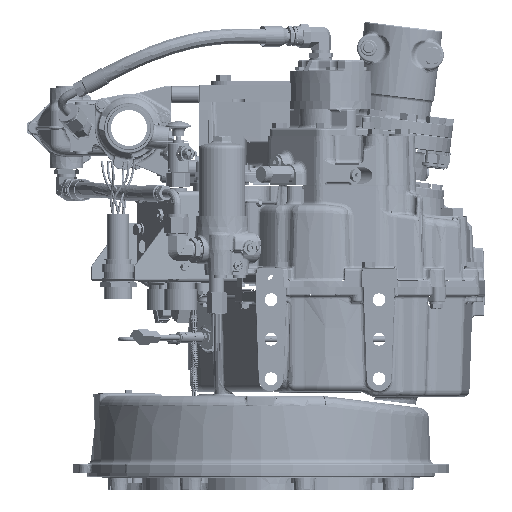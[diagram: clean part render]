
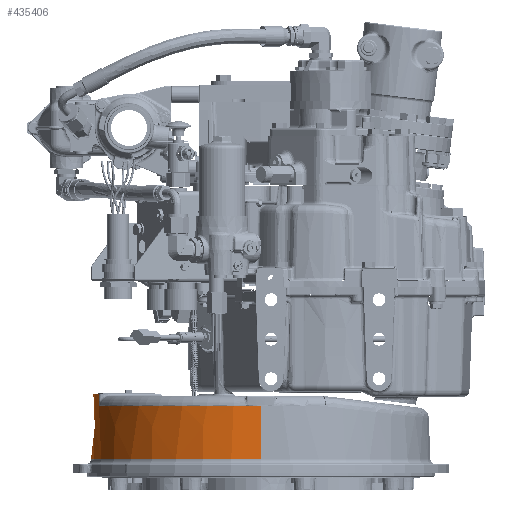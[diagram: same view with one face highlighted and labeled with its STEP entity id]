
A CAD part, left-side view. The second image highlights one B-rep face of the part: STEP entity #435406.
In plain terms, the highlighted conical face has half-angle 2 degrees and reference radius 245.726 mm.
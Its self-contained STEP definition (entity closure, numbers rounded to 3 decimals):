
#13140 = ORIENTED_EDGE ( 'NONE', *, *, #27121, .T. ) ;
#13142 = ORIENTED_EDGE ( 'NONE', *, *, #27118, .T. ) ;
#13144 = ORIENTED_EDGE ( 'NONE', *, *, #27106, .F. ) ;
#13149 = ORIENTED_EDGE ( 'NONE', *, *, #27126, .F. ) ;
#13154 = ORIENTED_EDGE ( 'NONE', *, *, #27109, .T. ) ;
#13160 = ORIENTED_EDGE ( 'NONE', *, *, #27114, .T. ) ;
#13166 = ORIENTED_EDGE ( 'NONE', *, *, #27129, .F. ) ;
#13170 = ORIENTED_EDGE ( 'NONE', *, *, #27132, .T. ) ;
#27106 = EDGE_CURVE ( 'NONE', #70124, #70113, #433390, .T. ) ;
#27109 = EDGE_CURVE ( 'NONE', #70137, #70148, #433395, .T. ) ;
#27114 = EDGE_CURVE ( 'NONE', #70148, #70161, #182060, .T. ) ;
#27118 = EDGE_CURVE ( 'NONE', #70101, #70113, #433367, .T. ) ;
#27121 = EDGE_CURVE ( 'NONE', #70096, #70101, #433402, .T. ) ;
#27126 = EDGE_CURVE ( 'NONE', #70137, #70124, #433392, .T. ) ;
#27129 = EDGE_CURVE ( 'NONE', #70173, #70161, #433409, .T. ) ;
#27132 = EDGE_CURVE ( 'NONE', #70173, #70096, #182073, .T. ) ;
#61147 = EDGE_LOOP ( 'NONE', ( #13140, #13142, #13144, #13149, #13154, #13160, #13166, #13170 ) ) ;
#70096 = VERTEX_POINT ( 'NONE', #604540 ) ;
#70101 = VERTEX_POINT ( 'NONE', #604544 ) ;
#70113 = VERTEX_POINT ( 'NONE', #604552 ) ;
#70124 = VERTEX_POINT ( 'NONE', #604560 ) ;
#70137 = VERTEX_POINT ( 'NONE', #604570 ) ;
#70148 = VERTEX_POINT ( 'NONE', #604578 ) ;
#70161 = VERTEX_POINT ( 'NONE', #604587 ) ;
#70173 = VERTEX_POINT ( 'NONE', #604596 ) ;
#182060 = B_SPLINE_CURVE_WITH_KNOTS ( 'NONE', 3,
 ( #467590, #467657, #467660, #467664, #467668, #467672, #467675 ),
 .UNSPECIFIED., .F., .F.,
 ( 4, 3, 4 ),
 ( 0., 0.005, 0.018 ),
 .UNSPECIFIED. ) ;
#182073 = B_SPLINE_CURVE_WITH_KNOTS ( 'NONE', 3,
 ( #467649, #467734, #467738, #467742, #467746, #467750, #467754 ),
 .UNSPECIFIED., .F., .F.,
 ( 4, 3, 4 ),
 ( 0.001, 0.005, 0.019 ),
 .UNSPECIFIED. ) ;
#245455 = AXIS2_PLACEMENT_3D ( 'NONE', #300033, #299900, #299907 ) ;
#299900 = DIRECTION ( 'NONE',  ( 0., 0., -1. ) ) ;
#299907 = DIRECTION ( 'NONE',  ( -1., 0., 0. ) ) ;
#300033 = CARTESIAN_POINT ( 'NONE',  ( 0., 0., -158.88 ) ) ;
#336308 = CONICAL_SURFACE ( 'NONE', #245455, 245.726, 0.035 ) ;
#336530 = FACE_OUTER_BOUND ( 'NONE', #61147, .T. ) ;
#371030 = AXIS2_PLACEMENT_3D ( 'NONE', #467635, #467642, #467645 ) ;
#371037 = AXIS2_PLACEMENT_3D ( 'NONE', #467621, #467628, #467631 ) ;
#371041 = AXIS2_PLACEMENT_3D ( 'NONE', #467712, #467719, #467723 ) ;
#371046 = AXIS2_PLACEMENT_3D ( 'NONE', #467653, #467695, #467698 ) ;
#433367 = LINE ( 'NONE', #467682, #433382 ) ;
#433370 = VECTOR ( 'NONE', #467709, 1000. ) ;
#433382 = VECTOR ( 'NONE', #467686, 1000. ) ;
#433390 = CIRCLE ( 'NONE', #371037, 248.982 ) ;
#433392 = LINE ( 'NONE', #467705, #433370 ) ;
#433395 = CIRCLE ( 'NONE', #371030, 246.265 ) ;
#433402 = CIRCLE ( 'NONE', #371046, 246.265 ) ;
#433409 = CIRCLE ( 'NONE', #371041, 245.621 ) ;
#435406 = ADVANCED_FACE ( 'NONE', ( #336530 ), #336308, .T. ) ;
#467590 = CARTESIAN_POINT ( 'NONE',  ( -65.707, 237.337, -174.322 ) ) ;
#467621 = CARTESIAN_POINT ( 'NONE',  ( 0., 0., -252.124 ) ) ;
#467628 = DIRECTION ( 'NONE',  ( 0., 0., -1. ) ) ;
#467631 = DIRECTION ( 'NONE',  ( -1., 0., 0. ) ) ;
#467635 = CARTESIAN_POINT ( 'NONE',  ( 0., 0., -174.322 ) ) ;
#467642 = DIRECTION ( 'NONE',  ( 0., 0., -1. ) ) ;
#467645 = DIRECTION ( 'NONE',  ( 1., 0., 0. ) ) ;
#467649 = CARTESIAN_POINT ( 'NONE',  ( 65.059, 236.848, -155.88 ) ) ;
#467653 = CARTESIAN_POINT ( 'NONE',  ( 0., 0., -174.322 ) ) ;
#467657 = CARTESIAN_POINT ( 'NONE',  ( -65.649, 237.293, -172.657 ) ) ;
#467660 = CARTESIAN_POINT ( 'NONE',  ( -65.59, 237.249, -170.992 ) ) ;
#467664 = CARTESIAN_POINT ( 'NONE',  ( -65.532, 237.205, -169.326 ) ) ;
#467668 = CARTESIAN_POINT ( 'NONE',  ( -65.374, 237.086, -164.844 ) ) ;
#467672 = CARTESIAN_POINT ( 'NONE',  ( -65.216, 236.967, -160.362 ) ) ;
#467675 = CARTESIAN_POINT ( 'NONE',  ( -65.059, 236.848, -155.88 ) ) ;
#467682 = CARTESIAN_POINT ( 'NONE',  ( 245.726, 0., -158.88 ) ) ;
#467686 = DIRECTION ( 'NONE',  ( 0.035, 0., -0.999 ) ) ;
#467695 = DIRECTION ( 'NONE',  ( 0., 0., -1. ) ) ;
#467698 = DIRECTION ( 'NONE',  ( 1., 0., 0. ) ) ;
#467705 = CARTESIAN_POINT ( 'NONE',  ( -245.726, 0., -158.88 ) ) ;
#467709 = DIRECTION ( 'NONE',  ( -0.035, 0., -0.999 ) ) ;
#467712 = CARTESIAN_POINT ( 'NONE',  ( 0., 0., -155.88 ) ) ;
#467719 = DIRECTION ( 'NONE',  ( 0., 0., 1. ) ) ;
#467723 = DIRECTION ( 'NONE',  ( 1., 0., 0. ) ) ;
#467734 = CARTESIAN_POINT ( 'NONE',  ( 65.11, 236.887, -157.349 ) ) ;
#467738 = CARTESIAN_POINT ( 'NONE',  ( 65.162, 236.926, -158.819 ) ) ;
#467742 = CARTESIAN_POINT ( 'NONE',  ( 65.214, 236.965, -160.288 ) ) ;
#467746 = CARTESIAN_POINT ( 'NONE',  ( 65.378, 237.089, -164.966 ) ) ;
#467750 = CARTESIAN_POINT ( 'NONE',  ( 65.543, 237.213, -169.644 ) ) ;
#467754 = CARTESIAN_POINT ( 'NONE',  ( 65.707, 237.337, -174.322 ) ) ;
#604540 = CARTESIAN_POINT ( 'NONE',  ( 65.707, 237.337, -174.322 ) ) ;
#604544 = CARTESIAN_POINT ( 'NONE',  ( 246.265, 0., -174.322 ) ) ;
#604552 = CARTESIAN_POINT ( 'NONE',  ( 248.982, 0., -252.124 ) ) ;
#604560 = CARTESIAN_POINT ( 'NONE',  ( -248.982, 0., -252.124 ) ) ;
#604570 = CARTESIAN_POINT ( 'NONE',  ( -246.265, 0., -174.322 ) ) ;
#604578 = CARTESIAN_POINT ( 'NONE',  ( -65.707, 237.337, -174.322 ) ) ;
#604587 = CARTESIAN_POINT ( 'NONE',  ( -65.059, 236.848, -155.88 ) ) ;
#604596 = CARTESIAN_POINT ( 'NONE',  ( 65.059, 236.848, -155.88 ) ) ;
